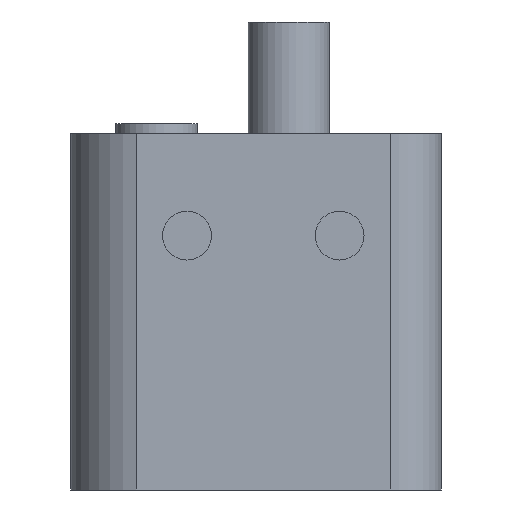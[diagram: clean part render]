
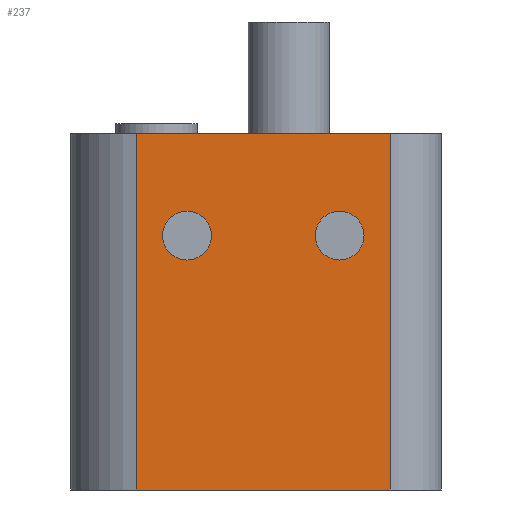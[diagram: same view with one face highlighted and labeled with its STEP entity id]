
A CAD part, front view. The second image highlights one B-rep face of the part: STEP entity #237.
In plain terms, the highlighted planar face has unit normal (0, -1, 0).
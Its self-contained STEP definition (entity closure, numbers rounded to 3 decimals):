
#55 = EDGE_CURVE('',#56,#58,#60,.T.);
#56 = VERTEX_POINT('',#57);
#57 = CARTESIAN_POINT('',(-15.,-14.5,-20.));
#58 = VERTEX_POINT('',#59);
#59 = CARTESIAN_POINT('',(10.,-14.5,-20.));
#60 = LINE('',#61,#62);
#61 = CARTESIAN_POINT('',(-15.,-14.5,-20.));
#62 = VECTOR('',#63,1.);
#63 = DIRECTION('',(1.,0.,0.));
#237 = ADVANCED_FACE('',(#238,#263,#274),#285,.T.);
#238 = FACE_BOUND('',#239,.T.);
#239 = EDGE_LOOP('',(#240,#250,#256,#257));
#240 = ORIENTED_EDGE('',*,*,#241,.F.);
#241 = EDGE_CURVE('',#242,#244,#246,.T.);
#242 = VERTEX_POINT('',#243);
#243 = CARTESIAN_POINT('',(-15.,-14.5,15.));
#244 = VERTEX_POINT('',#245);
#245 = CARTESIAN_POINT('',(10.,-14.5,15.));
#246 = LINE('',#247,#248);
#247 = CARTESIAN_POINT('',(-15.,-14.5,15.));
#248 = VECTOR('',#249,1.);
#249 = DIRECTION('',(1.,0.,0.));
#250 = ORIENTED_EDGE('',*,*,#251,.F.);
#251 = EDGE_CURVE('',#56,#242,#252,.T.);
#252 = LINE('',#253,#254);
#253 = CARTESIAN_POINT('',(-15.,-14.5,0.));
#254 = VECTOR('',#255,1.);
#255 = DIRECTION('',(0.,0.,1.));
#256 = ORIENTED_EDGE('',*,*,#55,.T.);
#257 = ORIENTED_EDGE('',*,*,#258,.T.);
#258 = EDGE_CURVE('',#58,#244,#259,.T.);
#259 = LINE('',#260,#261);
#260 = CARTESIAN_POINT('',(10.,-14.5,-20.));
#261 = VECTOR('',#262,1.);
#262 = DIRECTION('',(0.,0.,1.));
#263 = FACE_BOUND('',#264,.T.);
#264 = EDGE_LOOP('',(#265));
#265 = ORIENTED_EDGE('',*,*,#266,.F.);
#266 = EDGE_CURVE('',#267,#267,#269,.T.);
#267 = VERTEX_POINT('',#268);
#268 = CARTESIAN_POINT('',(-7.6,-14.5,5.));
#269 = CIRCLE('',#270,2.4);
#270 = AXIS2_PLACEMENT_3D('',#271,#272,#273);
#271 = CARTESIAN_POINT('',(-10.,-14.5,5.));
#272 = DIRECTION('',(0.,-1.,0.));
#273 = DIRECTION('',(1.,0.,0.));
#274 = FACE_BOUND('',#275,.T.);
#275 = EDGE_LOOP('',(#276));
#276 = ORIENTED_EDGE('',*,*,#277,.F.);
#277 = EDGE_CURVE('',#278,#278,#280,.T.);
#278 = VERTEX_POINT('',#279);
#279 = CARTESIAN_POINT('',(7.4,-14.5,5.));
#280 = CIRCLE('',#281,2.4);
#281 = AXIS2_PLACEMENT_3D('',#282,#283,#284);
#282 = CARTESIAN_POINT('',(5.,-14.5,5.));
#283 = DIRECTION('',(0.,-1.,0.));
#284 = DIRECTION('',(1.,0.,0.));
#285 = PLANE('',#286);
#286 = AXIS2_PLACEMENT_3D('',#287,#288,#289);
#287 = CARTESIAN_POINT('',(-2.5,-14.5,-2.5));
#288 = DIRECTION('',(0.,-1.,0.));
#289 = DIRECTION('',(0.,0.,-1.));
